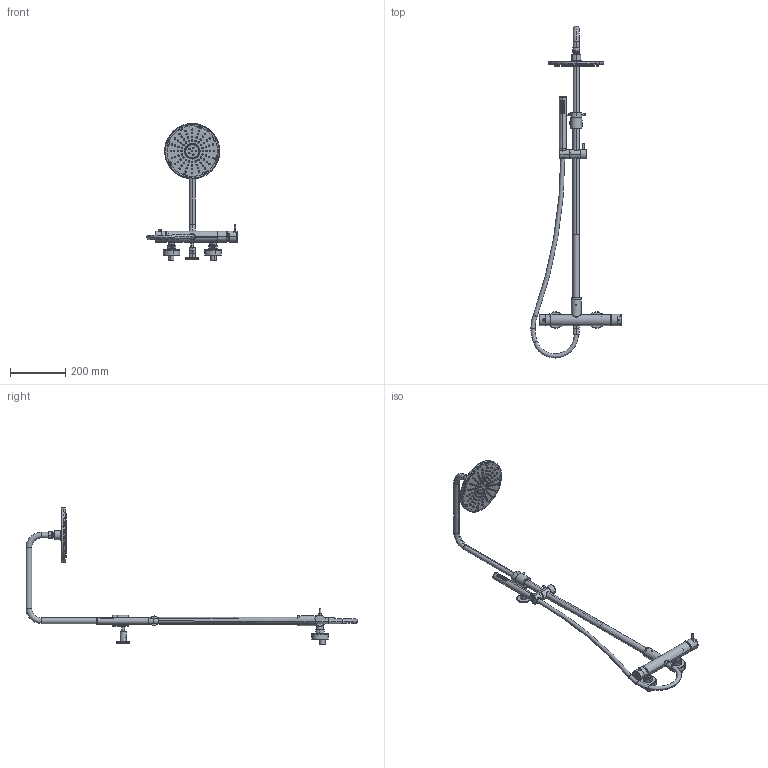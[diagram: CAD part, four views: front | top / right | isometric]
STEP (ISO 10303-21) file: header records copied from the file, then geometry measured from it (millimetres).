
FILE_DESCRIPTION (( 'STEP AP214' ), '1' );
FILE_NAME ('C35.0018 3D.STEP', '2023-01-19T14:34:05', ( '' ), ( '' ), 'SwSTEP 2.0', 'SolidWorks 2022', '' );
FILE_SCHEMA (( 'AUTOMOTIVE_DESIGN' ));
Length unit declared in the file: millimetre
Products named in the file (37): 0073.005.00.STEP; 010212902100.STEP; 0001-BICHA_LIGA__O_PARA_DUCHE_LATERAL_EXTENSIVEL_00000000000.STEP; PERNO M10 PARA FIXA__O BASE SUPORTE PAREDE.STEP; 0005-KIT_ENCENTRICO_CILINDRICO_EXCENTRICO_000000000000.STEP; 0073.009.00.STEP; 012400300400.STEP; 010228200300.STEP; MANIPULO TERMO INVERSOR LAT_O .STEP; C35.0018 3D; C35.0018.STEP; SUPORTE CHUVEIRO M_O.STEP; 0005-TUBO__20.5x2,25x700MM_000000000000.STEP; 010209406500.STEP; 0073.007.00.STEP; 010211329000.STEP; 0092.006.00.STEP; 01022150390.STEP; 0073.001.00.STEP; 0005-PORCA__31.8x14MM_000000000000.STEP; base suporte lat_o.STEP; 0005-CASQUILHO_AUMENTO__22,8x21,4MM_000000000000.STEP; 0343.001.00.STEP; 014500600100.STEP; 010220000400.STEP; CILINDRICO_ESPELHO.STEP; 0073.002.00.STEP; PERNO M4.STEP; 0147.002.00.STEP; 0073.003.00.STEP; 010208700500.STEP; 011100303900.STEP; 0005-TUBO__24x1.5x700MM_000000000000.STEP; CHUVEIRO MAO.step.STEP; 010228200200.STEP; Pomulo _6.STEP; 010206708800.STEP
Assembly tree (47 placements, depth 4):
  C35.0018 3D
    C35.0018.STEP
      SUPORTE CHUVEIRO M_O.STEP
        010208700500.STEP
        010209406500.STEP
        010211329000.STEP
        010212902100.STEP
      012400300400.STEP
        010206708800.STEP
        010220000400.STEP
        010228200200.STEP
        010228200300.STEP
        014500600100.STEP
        01022150390.STEP  x8
        011100303900.STEP
      0005-TUBO__20.5x2,25x700MM_000000000000.STEP
      0001-BICHA_LIGA__O_PARA_DUCHE_LATERAL_EXTENSIVEL_00000000000.STEP
      0343.001.00.STEP
      0005-CASQUILHO_AUMENTO__22,8x21,4MM_000000000000.STEP  x2
      0005-PORCA__31.8x14MM_000000000000.STEP  x2
      0005-KIT_ENCENTRICO_CILINDRICO_EXCENTRICO_000000000000.STEP  x2
      0005-TUBO__24x1.5x700MM_000000000000.STEP
      0073.002.00.STEP
      0073.003.00.STEP
      CILINDRICO_ESPELHO.STEP  x2
      MANIPULO TERMO INVERSOR LAT_O .STEP
      Pomulo _6.STEP
      0147.002.00.STEP
      0092.006.00.STEP
      0073.001.00.STEP
      PERNO M4.STEP
      base suporte lat_o.STEP
      PERNO M10 PARA FIXA__O BASE SUPORTE PAREDE.STEP
      0073.007.00.STEP
      0073.005.00.STEP
      0073.009.00.STEP
      CHUVEIRO MAO.step.STEP
Bounding box: 327.05 x 1202.53 x 495.9 mm (x, y, z)
Volume: 1048564.7 mm3; surface area: 713952.6 mm2
Topology: 46 solids, 46 shells, 2225 faces, 5227 edges, 3380 vertices
Faces by surface type: cylinder 854, plane 597, cone 454, bspline 248, torus 48, sphere 24
Entity records: 99734 total; most frequent: CARTESIAN_POINT 51534, DIRECTION 9341, ORIENTED_EDGE 9270, EDGE_CURVE 4635, AXIS2_PLACEMENT_3D 3945, VERTEX_POINT 3008, EDGE_LOOP 2547, CIRCLE 2162
